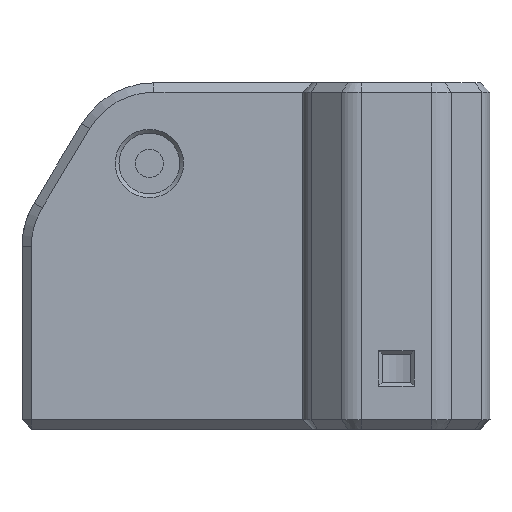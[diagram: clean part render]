
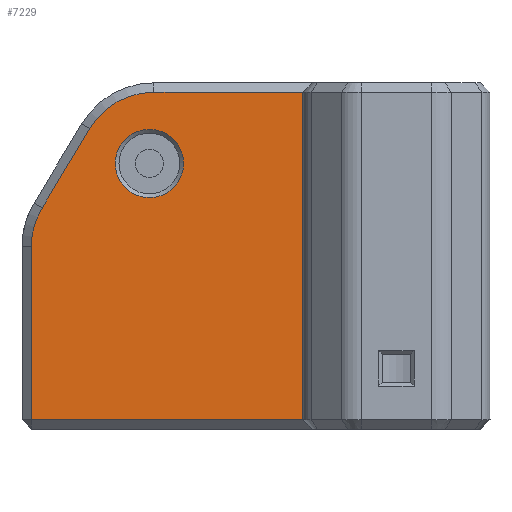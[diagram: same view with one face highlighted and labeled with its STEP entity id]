
A CAD part, front view. The second image highlights one B-rep face of the part: STEP entity #7229.
In plain terms, the highlighted planar face has unit normal (0, -1, 0).
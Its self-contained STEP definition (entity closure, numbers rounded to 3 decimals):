
#183=CIRCLE('',#7616,8.);
#184=CIRCLE('',#7617,8.);
#185=CIRCLE('',#7618,3.65);
#336=FACE_BOUND('',#1220,.T.);
#426=PLANE('',#7615);
#766=FACE_OUTER_BOUND('',#1219,.T.);
#1219=EDGE_LOOP('',(#5878,#5879,#5880,#5881,#5882,#5883,#5884));
#1220=EDGE_LOOP('',(#5885));
#1784=LINE('',#12758,#2419);
#1820=LINE('',#12861,#2455);
#1821=LINE('',#12863,#2456);
#1822=LINE('',#12867,#2457);
#1823=LINE('',#12870,#2458);
#2419=VECTOR('',#8467,1.);
#2455=VECTOR('',#8561,1.);
#2456=VECTOR('',#8562,1.);
#2457=VECTOR('',#8565,1.);
#2458=VECTOR('',#8568,1.);
#3420=VERTEX_POINT('',#12755);
#3421=VERTEX_POINT('',#12757);
#3451=VERTEX_POINT('',#12860);
#3452=VERTEX_POINT('',#12862);
#3453=VERTEX_POINT('',#12864);
#3454=VERTEX_POINT('',#12866);
#3455=VERTEX_POINT('',#12868);
#3456=VERTEX_POINT('',#12871);
#4260=EDGE_CURVE('',#3420,#3421,#1784,.T.);
#4308=EDGE_CURVE('',#3451,#3420,#1820,.T.);
#4309=EDGE_CURVE('',#3452,#3451,#1821,.T.);
#4310=EDGE_CURVE('',#3453,#3452,#183,.T.);
#4311=EDGE_CURVE('',#3454,#3453,#1822,.T.);
#4312=EDGE_CURVE('',#3455,#3454,#184,.T.);
#4313=EDGE_CURVE('',#3421,#3455,#1823,.T.);
#4314=EDGE_CURVE('',#3456,#3456,#185,.T.);
#5878=ORIENTED_EDGE('',*,*,#4308,.F.);
#5879=ORIENTED_EDGE('',*,*,#4309,.F.);
#5880=ORIENTED_EDGE('',*,*,#4310,.F.);
#5881=ORIENTED_EDGE('',*,*,#4311,.F.);
#5882=ORIENTED_EDGE('',*,*,#4312,.F.);
#5883=ORIENTED_EDGE('',*,*,#4313,.F.);
#5884=ORIENTED_EDGE('',*,*,#4260,.F.);
#5885=ORIENTED_EDGE('',*,*,#4314,.F.);
#7229=ADVANCED_FACE('',(#766,#336),#426,.T.);
#7615=AXIS2_PLACEMENT_3D('',#12859,#8559,#8560);
#7616=AXIS2_PLACEMENT_3D('',#12865,#8563,#8564);
#7617=AXIS2_PLACEMENT_3D('',#12869,#8566,#8567);
#7618=AXIS2_PLACEMENT_3D('',#12872,#8569,#8570);
#8467=DIRECTION('',(-1.,0.,0.));
#8559=DIRECTION('center_axis',(0.,-1.,0.));
#8560=DIRECTION('ref_axis',(1.,0.,0.));
#8561=DIRECTION('',(0.,0.,-1.));
#8562=DIRECTION('',(1.,0.,0.));
#8563=DIRECTION('center_axis',(0.,1.,0.));
#8564=DIRECTION('ref_axis',(-0.857,0.,0.514));
#8565=DIRECTION('',(0.514,0.,0.857));
#8566=DIRECTION('center_axis',(0.,1.,0.));
#8567=DIRECTION('ref_axis',(-1.,0.,0.));
#8568=DIRECTION('',(0.,0.,1.));
#8569=DIRECTION('center_axis',(0.,-1.,0.));
#8570=DIRECTION('ref_axis',(0.,0.,1.));
#12755=CARTESIAN_POINT('',(-25.01,-17.5,-24.01));
#12757=CARTESIAN_POINT('',(-54.01,-17.5,-24.01));
#12758=CARTESIAN_POINT('',(-25.01,-17.5,-24.01));
#12859=CARTESIAN_POINT('Origin',(-55.01,-17.5,11.99));
#12860=CARTESIAN_POINT('',(-25.01,-17.5,10.99));
#12861=CARTESIAN_POINT('',(-25.01,-17.5,11.99));
#12862=CARTESIAN_POINT('',(-40.914,-17.5,10.99));
#12863=CARTESIAN_POINT('',(-40.914,-17.5,10.99));
#12864=CARTESIAN_POINT('',(-47.774,-17.5,7.106));
#12865=CARTESIAN_POINT('Origin',(-40.914,-17.5,2.99));
#12866=CARTESIAN_POINT('',(-52.87,-17.5,-1.387));
#12867=CARTESIAN_POINT('',(-52.87,-17.5,-1.387));
#12868=CARTESIAN_POINT('',(-54.01,-17.5,-5.503));
#12869=CARTESIAN_POINT('Origin',(-46.01,-17.5,-5.503));
#12870=CARTESIAN_POINT('',(-54.01,-17.5,-25.01));
#12871=CARTESIAN_POINT('',(-41.4,-17.5,-0.27));
#12872=CARTESIAN_POINT('Origin',(-41.4,-17.5,3.38));
